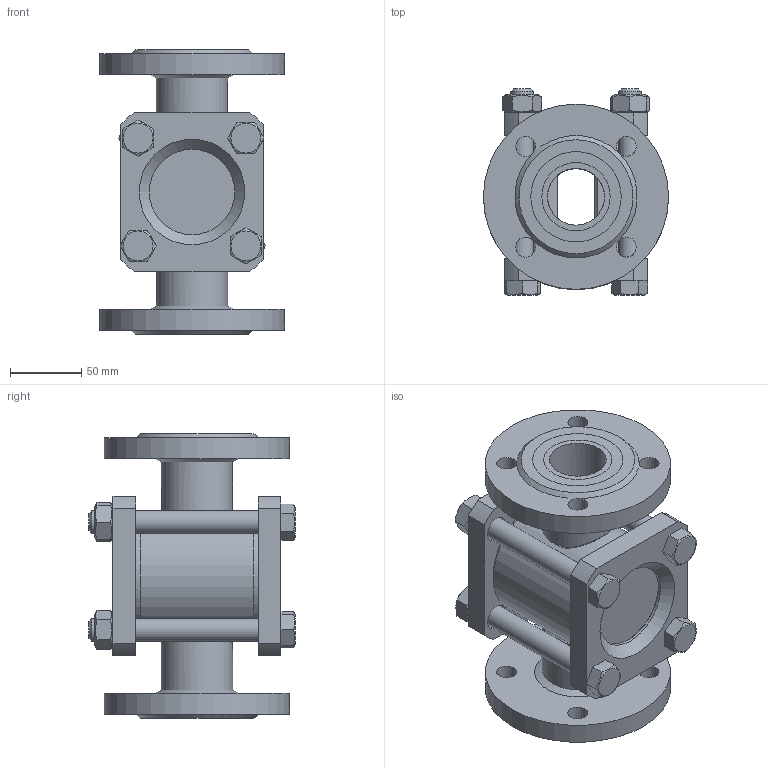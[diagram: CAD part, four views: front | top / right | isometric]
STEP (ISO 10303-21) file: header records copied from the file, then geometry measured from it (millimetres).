
FILE_DESCRIPTION((''),'2;1');
FILE_NAME('ФБ08 011 040 000.stp','2015-03-24T15:10:10',('��������'),(''),'Autodesk Inventor 2013','Autodesk Inventor 2013','');
FILE_SCHEMA(('AUTOMOTIVE_DESIGN { 1 0 10303 214 1 1 1 1 }'));
Length unit declared in the file: millimetre
Products named in the file (15): ФБ08 011 040 000; ФБ08 011 040 010; ФБ08 011 040 010_Сварные швы; ФБ08 111 040 011; ФБ08 011 040 012; ФБ08 011 040 012_1; ФБ39 011 040 013; ФБ39 011 040 013_1; ФБ08 111 040 014; ФБ08 010 020 001; Стекло В80х15 ГОСТ21836-88; ФБ08 010 020 003; ФБ08 010 050 003; ФБ08 111 040 001; Гайка ГОСТ 5915-70 M16
Assembly tree (25 placements, depth 3):
  ФБ08 011 040 000
    ФБ08 011 040 010
      ФБ08 011 040 010_Сварные швы
      ФБ08 111 040 011
      ФБ08 011 040 012
      ФБ08 011 040 012_1
      ФБ39 011 040 013
      ФБ39 011 040 013_1
      ФБ08 111 040 014  x2
    ФБ08 010 020 001  x2
    Стекло В80х15 ГОСТ21836-88  x2
    ФБ08 010 020 003  x2
    ФБ08 010 050 003  x2
    ФБ08 111 040 001  x4
    Гайка ГОСТ 5915-70 M16  x4
Bounding box: 130 x 145 x 200 mm (x, y, z)
Volume: 1040299.9 mm3; surface area: 301209.3 mm2
Topology: 27 solids, 27 shells, 256 faces, 592 edges, 390 vertices
Faces by surface type: plane 140, cylinder 70, cone 42, bspline 4
Full cylindrical faces by diameter (mm): 4 x2, 13.835 x4, 14 x8, 16 x4, 18 x8, 40 x4, 48 x6, 50 x4, 60 x2, 62 x2, 70 x1, 72 x2, 80 x2, 82 x8, 88 x1, 130 x2
Entity records: 8099 total; most frequent: CARTESIAN_POINT 4673, DIRECTION 664, ORIENTED_EDGE 490, AXIS2_PLACEMENT_3D 298, EDGE_LOOP 252, EDGE_CURVE 245, VERTEX_POINT 195, FACE_OUTER_BOUND 139
